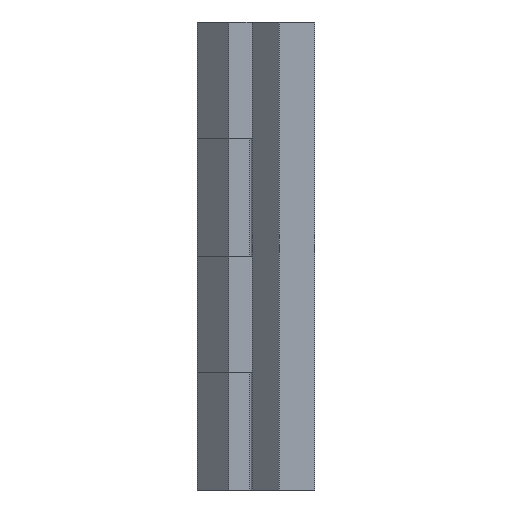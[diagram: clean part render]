
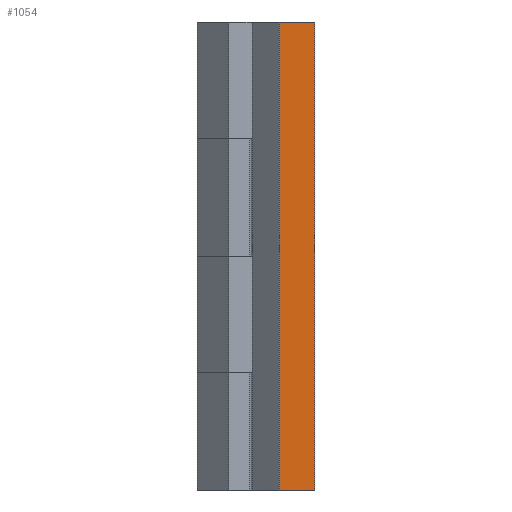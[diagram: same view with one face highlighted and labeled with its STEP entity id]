
A CAD part, left-side view. The second image highlights one B-rep face of the part: STEP entity #1054.
In plain terms, the highlighted planar face has unit normal (-1, 0, 0).
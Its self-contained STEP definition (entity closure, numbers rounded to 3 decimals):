
#482 = DIRECTION ( 'NONE',  ( 0., -1., 0. ) ) ;
#484 = CARTESIAN_POINT ( 'NONE',  ( -60., -8., 30. ) ) ;
#496 = VERTEX_POINT ( 'NONE', #1874 ) ;
#639 = CARTESIAN_POINT ( 'NONE',  ( -60., -8., -30. ) ) ;
#702 = CARTESIAN_POINT ( 'NONE',  ( -60., -8., 30. ) ) ;
#900 = LINE ( 'NONE', #1722, #1003 ) ;
#991 = CARTESIAN_POINT ( 'NONE',  ( -60., -8., -30. ) ) ;
#1003 = VECTOR ( 'NONE', #1382, 1000. ) ;
#1054 = ADVANCED_FACE ( 'NONE', ( #2911 ), #2795, .F. ) ;
#1131 = DIRECTION ( 'NONE',  ( 0., 0., -1. ) ) ;
#1204 = ORIENTED_EDGE ( 'NONE', *, *, #1831, .F. ) ;
#1311 = VECTOR ( 'NONE', #2290, 1000. ) ;
#1372 = LINE ( 'NONE', #639, #1311 ) ;
#1382 = DIRECTION ( 'NONE',  ( 0., 0., -1. ) ) ;
#1500 = VERTEX_POINT ( 'NONE', #3084 ) ;
#1531 = CARTESIAN_POINT ( 'NONE',  ( -60., -3.5, -30. ) ) ;
#1540 = VECTOR ( 'NONE', #482, 1000. ) ;
#1567 = ORIENTED_EDGE ( 'NONE', *, *, #3293, .T. ) ;
#1569 = LINE ( 'NONE', #2826, #1540 ) ;
#1722 = CARTESIAN_POINT ( 'NONE',  ( -60., -3.5, 30. ) ) ;
#1831 = EDGE_CURVE ( 'NONE', #1500, #3284, #2220, .T. ) ;
#1874 = CARTESIAN_POINT ( 'NONE',  ( -60., -3.5, 30. ) ) ;
#1879 = DIRECTION ( 'NONE',  ( 1., 0., 0. ) ) ;
#2048 = AXIS2_PLACEMENT_3D ( 'NONE', #484, #1879, #1131 ) ;
#2208 = VECTOR ( 'NONE', #2841, 1000. ) ;
#2220 = LINE ( 'NONE', #702, #2208 ) ;
#2290 = DIRECTION ( 'NONE',  ( 0., -1., 0. ) ) ;
#2517 = EDGE_CURVE ( 'NONE', #496, #1500, #1569, .T. ) ;
#2596 = VERTEX_POINT ( 'NONE', #1531 ) ;
#2632 = EDGE_LOOP ( 'NONE', ( #3594, #1567, #3547, #1204 ) ) ;
#2795 = PLANE ( 'NONE',  #2048 ) ;
#2812 = EDGE_CURVE ( 'NONE', #2596, #3284, #1372, .T. ) ;
#2826 = CARTESIAN_POINT ( 'NONE',  ( -60., -8., 30. ) ) ;
#2841 = DIRECTION ( 'NONE',  ( 0., 0., -1. ) ) ;
#2911 = FACE_OUTER_BOUND ( 'NONE', #2632, .T. ) ;
#3084 = CARTESIAN_POINT ( 'NONE',  ( -60., -8., 30. ) ) ;
#3284 = VERTEX_POINT ( 'NONE', #991 ) ;
#3293 = EDGE_CURVE ( 'NONE', #496, #2596, #900, .T. ) ;
#3547 = ORIENTED_EDGE ( 'NONE', *, *, #2812, .T. ) ;
#3594 = ORIENTED_EDGE ( 'NONE', *, *, #2517, .F. ) ;
